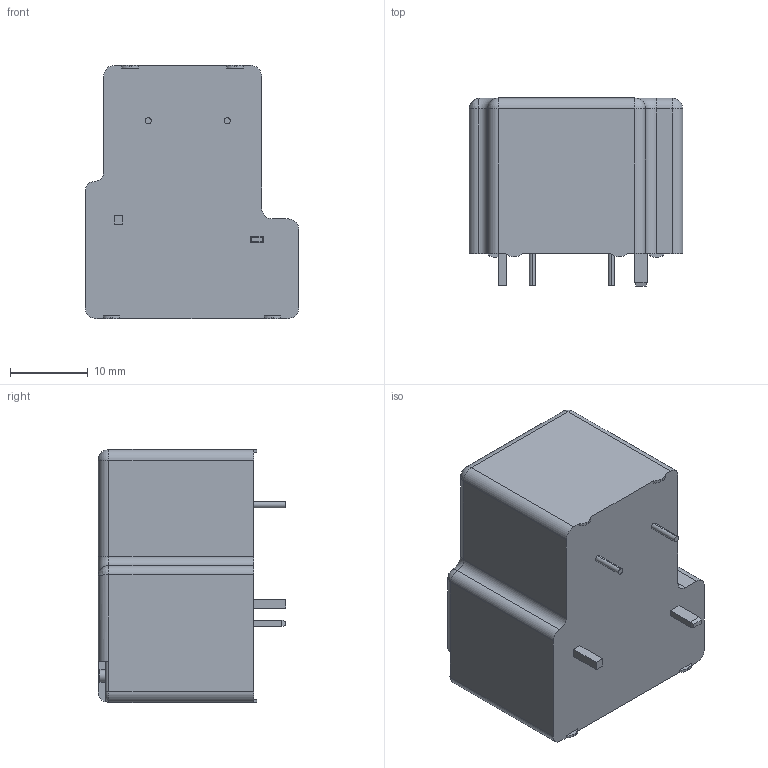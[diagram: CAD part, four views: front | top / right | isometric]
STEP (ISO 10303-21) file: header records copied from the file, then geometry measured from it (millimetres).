
FILE_DESCRIPTION (( 'STEP AP214' ), '1' );
FILE_NAME ('T9AS1D12-12.STEP', '2024-06-10T14:15:40', ( 'LENOVO' ), ( '' ), 'SwSTEP 2.0', 'SolidWorks 2021', '' );
FILE_SCHEMA (( 'AUTOMOTIVE_DESIGN' ));
Length unit declared in the file: millimetre
Products named in the file (1): T9AS1D12-12
Bounding box: 27.43 x 24.11 x 32.51 mm (x, y, z)
Volume: 15140 mm3; surface area: 3835 mm2
Topology: 5 solids, 5 shells, 80 faces, 186 edges, 112 vertices
Faces by surface type: plane 41, cylinder 31, sphere 4, torus 3, bspline 1
Entity records: 2381 total; most frequent: CARTESIAN_POINT 439, DIRECTION 403, ORIENTED_EDGE 362, EDGE_CURVE 181, AXIS2_PLACEMENT_3D 144, LINE 115, VECTOR 115, VERTEX_POINT 112
